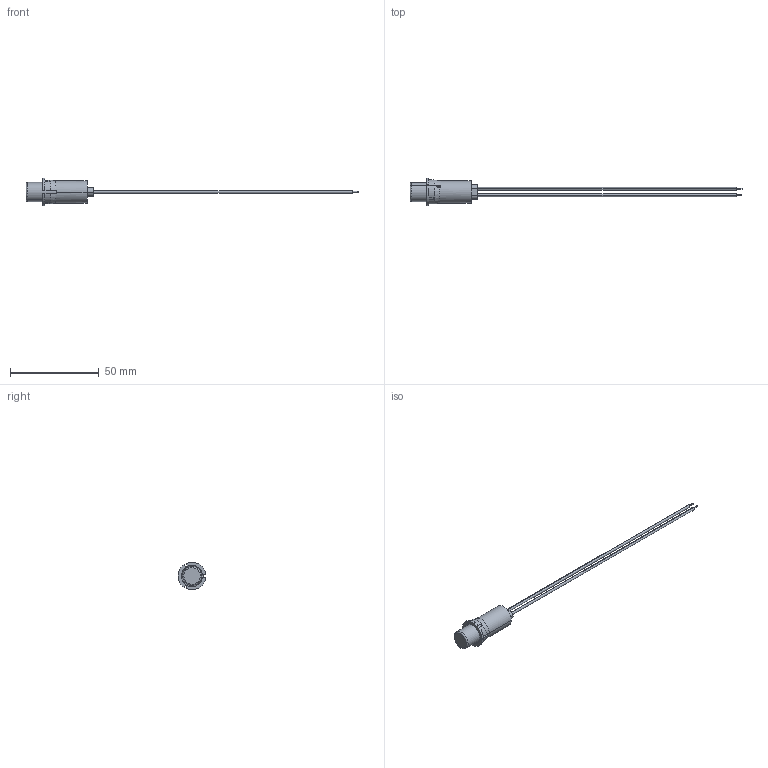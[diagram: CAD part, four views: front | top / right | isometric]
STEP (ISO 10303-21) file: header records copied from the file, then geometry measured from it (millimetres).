
FILE_DESCRIPTION (( 'STEP AP214' ), '1' );
FILE_NAME ('32-25.STEP', '2019-05-14T21:25:24', ( 'user' ), ( 'Microsoft' ), 'SwSTEP 2.0', 'SolidWorks 2018', '' );
FILE_SCHEMA (( 'AUTOMOTIVE_DESIGN' ));
Length unit declared in the file: foot
Products named in the file (4): 32-25; 91016402xx; -941-097-XXX; _20 AWG Solid Wire_06"
Assembly tree (4 placements, depth 2):
  32-25
    91016402xx
    -941-097-XXX
    _20 AWG Solid Wire_06"  x2
Bounding box: 186.72 x 15.6 x 15.61 mm (x, y, z)
Volume: 2249.3 mm3; surface area: 5160.5 mm2
Topology: 5 solids, 5 shells, 245 faces, 660 edges, 435 vertices
Faces by surface type: cylinder 109, plane 71, cone 50, torus 13, sphere 2
Entity records: 9654 total; most frequent: CARTESIAN_POINT 3573, ORIENTED_EDGE 1284, DIRECTION 1138, EDGE_CURVE 642, AXIS2_PLACEMENT_3D 462, VERTEX_POINT 423, EDGE_LOOP 247, ADVANCED_FACE 235
